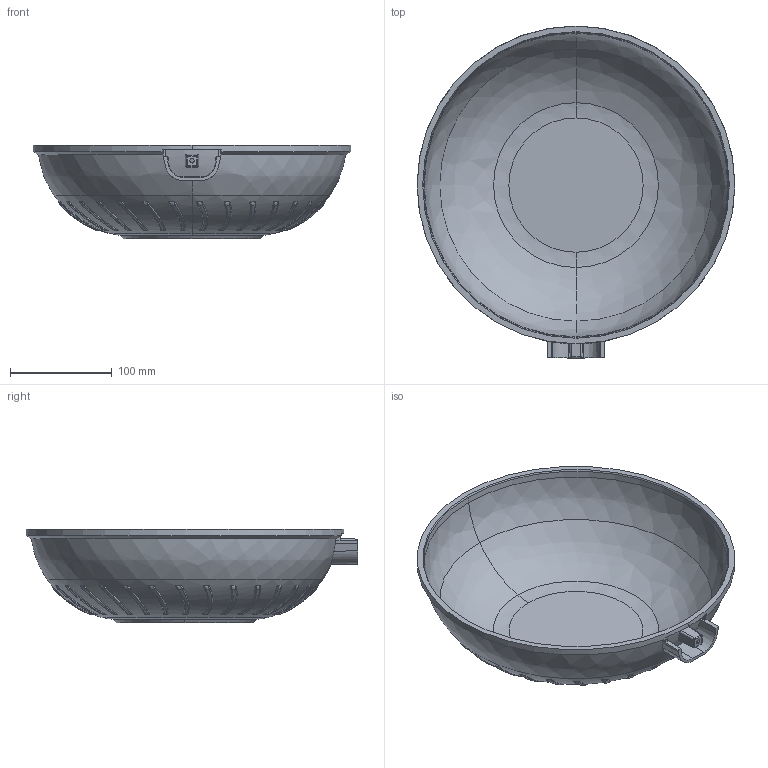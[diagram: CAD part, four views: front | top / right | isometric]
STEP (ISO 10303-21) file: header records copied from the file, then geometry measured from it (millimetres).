
FILE_DESCRIPTION((''),'2;1');
FILE_NAME('3-2','2019-03-08T',('Administrator'),(''),'PRO/ENGINEER BY PARAMETRIC TECHNOLOGY CORPORATION, 2010370','PRO/ENGINEER BY PARAMETRIC TECHNOLOGY CORPORATION, 2010370','');
FILE_SCHEMA(('CONFIG_CONTROL_DESIGN'));
Products named in the file (1): 3-2
Bounding box: 312.63 x 326.46 x 92.42 mm (x, y, z)
Volume: 304701.4 mm3; surface area: 248597.7 mm2
Topology: 1 solids, 1 shells, 680 faces, 1649 edges, 1032 vertices
Faces by surface type: bspline 427, plane 218, cone 15, cylinder 14, revolution 4, torus 2
Entity records: 35814 total; most frequent: CARTESIAN_POINT 22936, ORIENTED_EDGE 3298, EDGE_CURVE 1649, DIRECTION 1602, VERTEX_POINT 1032, B_SPLINE_CURVE_WITH_KNOTS 804, EDGE_LOOP 741, FACE_OUTER_BOUND 680
